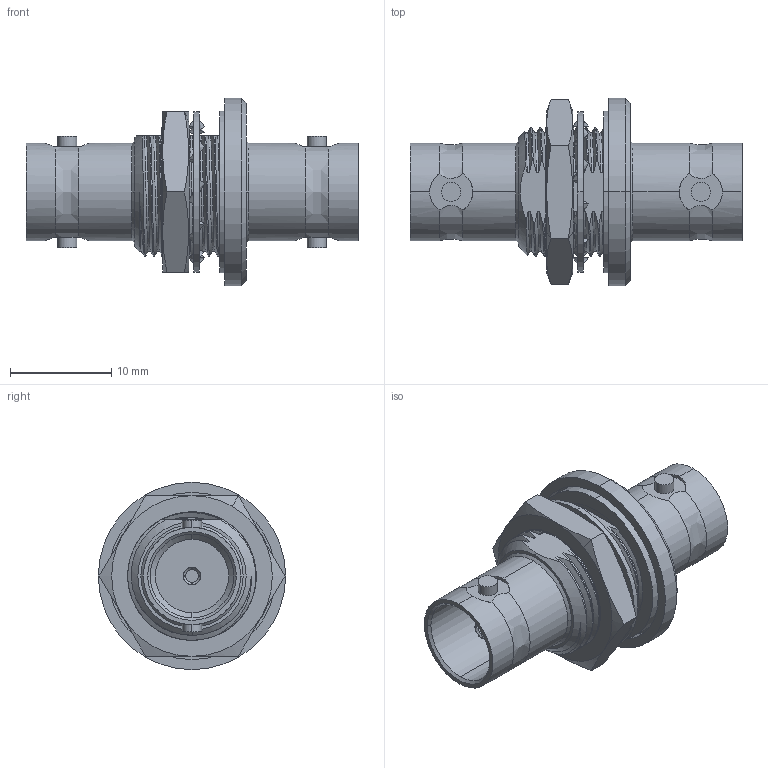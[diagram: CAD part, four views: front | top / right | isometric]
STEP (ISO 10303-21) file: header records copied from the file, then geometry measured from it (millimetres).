
FILE_DESCRIPTION (( 'STEP AP203' ), '1' );
FILE_NAME ('PE9363.step', '2018-08-31T18:27:38', ( '' ), ( '' ), 'SwSTEP 2.0', 'SolidWorks 2017', '' );
FILE_SCHEMA (( 'CONFIG_CONTROL_DESIGN' ));
Length unit declared in the file: inch
Products named in the file (1): PE9363
Bounding box: 32.8 x 18.5 x 18.5 mm (x, y, z)
Volume: 2417.8 mm3; surface area: 3445.6 mm2
Topology: 4 solids, 4 shells, 278 faces, 781 edges, 524 vertices
Faces by surface type: cylinder 80, bspline 80, plane 74, cone 44
Entity records: 33570 total; most frequent: CARTESIAN_POINT 27010, ORIENTED_EDGE 1562, DIRECTION 1103, EDGE_CURVE 781, VERTEX_POINT 524, AXIS2_PLACEMENT_3D 415, EDGE_LOOP 297, FACE_OUTER_BOUND 278
